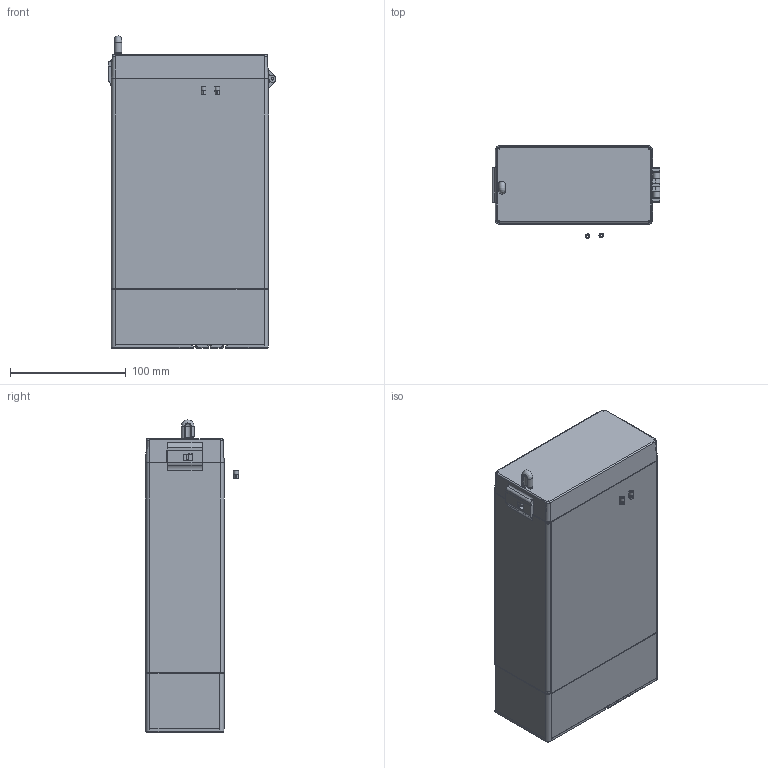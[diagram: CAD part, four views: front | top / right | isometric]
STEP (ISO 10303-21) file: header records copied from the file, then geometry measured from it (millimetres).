
FILE_DESCRIPTION(/* description */ (''),/* implementation_level */ '2;1');
FILE_NAME(/* name */ '19050101_CC 500 TK.stp',/* time_stamp */ '2022-07-05T11:19:49+02:00',/* author */ ('haertel'),/* organization */ (''),/* preprocessor_version */ 'ST-DEVELOPER v18.1',/* originating_system */ 'Autodesk Inventor 2022',/* authorisation */ '');
FILE_SCHEMA (('AUTOMOTIVE_DESIGN { 1 0 10303 214 3 1 1 }'));
Products named in the file (20): 19050101_CC 500 TK; Basisteil TZ_1009017_3Dsym; PART1; Raste unten_1009013_3Dsym; PART1_1; Raste oben_1009014_3Dsym; PART2; Rückdeckel_1009020_3Dsym; PART1_3; SHR Z M3x100x29 DIN 7985 oG_3Dsym; PART1_2; Gewindestreifen 55,3; 59002520_Ultrasert_M3x6,2; 59002810_DODGE M3; TÜR TZ_1009019_3Dsym; PART1_4; ISO 8742 2 x 30; 1002798_3Dsym_Knebel; PART1_5; SHR Z KA30x6 WN 1412 MG_3Dsym
Assembly tree (30 placements, depth 3):
  19050101_CC 500 TK
    Basisteil TZ_1009017_3Dsym
      PART1
    Raste unten_1009013_3Dsym
      PART1_1
    Raste oben_1009014_3Dsym
      PART2
    SHR Z M3x100x29 DIN 7985 oG_3Dsym  x2
      PART1_2
    Gewindestreifen 55,3  x2
    Rückdeckel_1009020_3Dsym
      PART1_3
    59002520_Ultrasert_M3x6,2  x2
    59002810_DODGE M3  x2
    TÜR TZ_1009019_3Dsym
      PART1_4
    ISO 8742 2 x 30
    1002798_3Dsym_Knebel
      PART1_5
    SHR Z KA30x6 WN 1412 MG_3Dsym  x8
Bounding box: 144.95 x 80.32 x 269.7 mm (x, y, z)
Volume: 442013.8 mm3; surface area: 314260.4 mm2
Topology: 23 solids, 23 shells, 4552 faces, 12093 edges, 7803 vertices
Faces by surface type: plane 2055, bspline 1156, cylinder 890, torus 324, cone 68, sphere 59
Full cylindrical faces by diameter (mm): 2 x69, 2.013 x22, 2.05 x5, 2.45 x4, 2.459 x2, 2.5 x2, 2.6 x14, 3 x12, 3.2 x8, 3.5 x2, 4 x4, 4.5 x4, 5.3 x8, 6 x10, 6.3 x2, 6.5 x2
Entity records: 134073 total; most frequent: CARTESIAN_POINT 38450, ORIENTED_EDGE 21568, DIRECTION 16457, EDGE_CURVE 10784, VERTEX_POINT 7004, LINE 6319, VECTOR 6319, AXIS2_PLACEMENT_3D 5069
